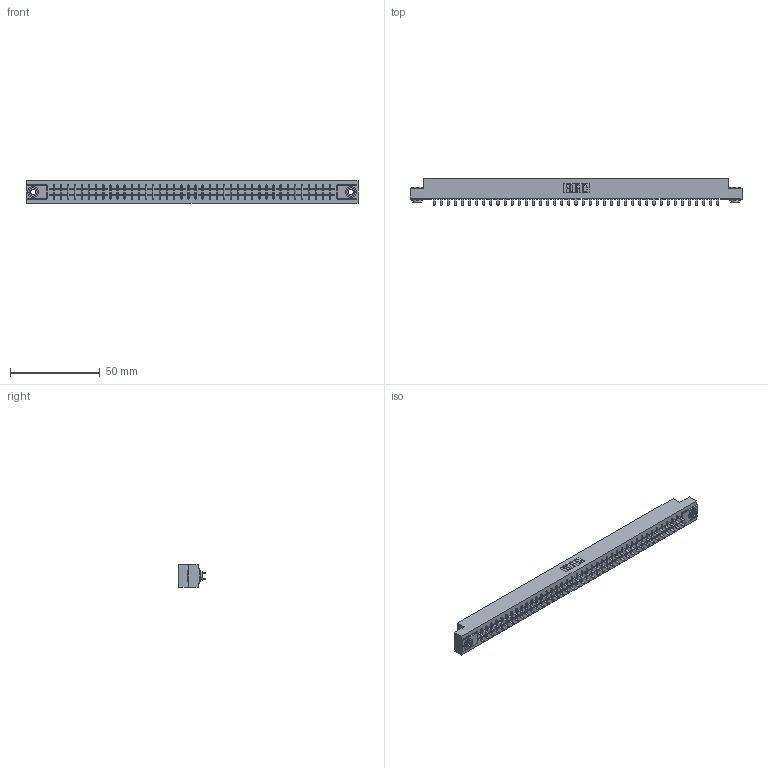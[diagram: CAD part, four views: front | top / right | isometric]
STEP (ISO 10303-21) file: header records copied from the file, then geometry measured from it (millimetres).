
FILE_DESCRIPTION (( 'STEP AP203' ), '1' );
FILE_NAME ('315-082-521-203.STEP', '2019-09-10T23:32:23', ( '' ), ( '' ), 'SwSTEP 2.0', 'SolidWorks 2016', '' );
FILE_SCHEMA (( 'CONFIG_CONTROL_DESIGN' ));
Length unit declared in the file: inch
Products named in the file (4): 305 Part_.156 Dia; 345-250-002_345-250-002-102; 315-082-521-203; 305-290-001_521
Assembly tree (85 placements, depth 2):
  315-082-521-203
    305 Part_.156 Dia
    305-290-001_521  x82
    345-250-002_345-250-002-102  x2
Bounding box: 185.47 x 14.86 x 12.7 mm (x, y, z)
Volume: 19269.7 mm3; surface area: 24350.3 mm2
Topology: 85 solids, 85 shells, 3940 faces, 11211 edges, 7250 vertices
Faces by surface type: plane 2306, cylinder 1462, sphere 164, cone 8
Entity records: 45459 total; most frequent: CARTESIAN_POINT 7502, ORIENTED_EDGE 7438, DIRECTION 7273, EDGE_CURVE 3719, VECTOR 2999, LINE 2999, VERTEX_POINT 2366, AXIS2_PLACEMENT_3D 2137
